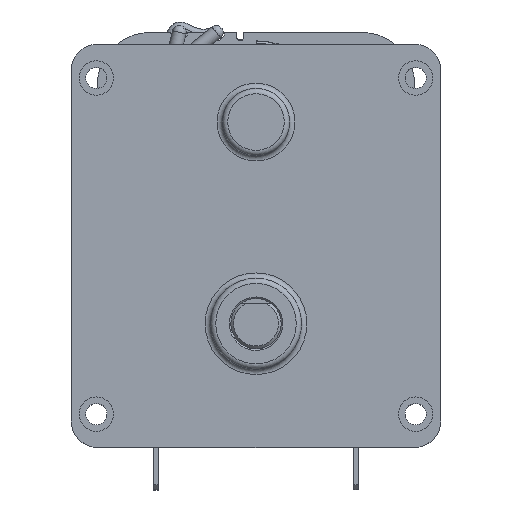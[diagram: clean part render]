
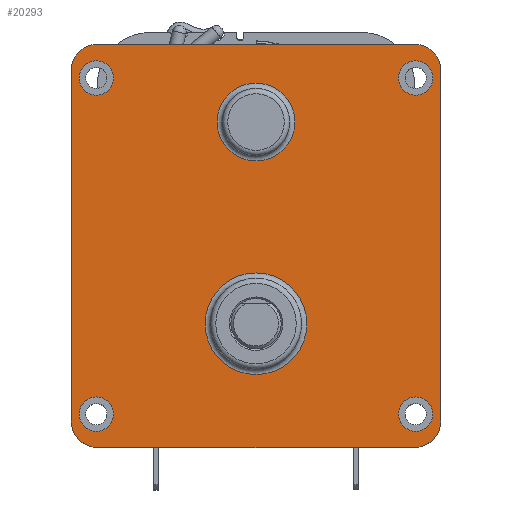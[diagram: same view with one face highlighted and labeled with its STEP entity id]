
A CAD part, top view. The second image highlights one B-rep face of the part: STEP entity #20293.
In plain terms, the highlighted planar face has unit normal (0, 0, 1).
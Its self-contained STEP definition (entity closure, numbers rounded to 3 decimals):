
#19735=CARTESIAN_POINT('',(33.413,8.331,14.6));
#19736=VERTEX_POINT('',#19735);
#19737=CARTESIAN_POINT('',(30.163,8.331,14.6));
#19738=DIRECTION('',(0.0,0.0,-1.0));
#19739=DIRECTION('',(-1.0,0.0,0.0));
#19740=AXIS2_PLACEMENT_3D('',#19737,#19738,#19739);
#19741=CIRCLE('',#19740,3.25);
#19742=EDGE_CURVE('',#19736,#19736,#19741,.T.);
#19763=CARTESIAN_POINT('',(33.413,-55.169,14.6));
#19764=VERTEX_POINT('',#19763);
#19765=CARTESIAN_POINT('',(30.163,-55.169,14.6));
#19766=DIRECTION('',(0.0,0.0,-1.0));
#19767=DIRECTION('',(-1.0,0.0,0.0));
#19768=AXIS2_PLACEMENT_3D('',#19765,#19766,#19767);
#19769=CIRCLE('',#19768,3.25);
#19770=EDGE_CURVE('',#19764,#19764,#19769,.T.);
#19791=CARTESIAN_POINT('',(-26.912,-55.169,14.6));
#19792=VERTEX_POINT('',#19791);
#19793=CARTESIAN_POINT('',(-30.162,-55.169,14.6));
#19794=DIRECTION('',(0.0,0.0,-1.0));
#19795=DIRECTION('',(-1.0,0.0,0.0));
#19796=AXIS2_PLACEMENT_3D('',#19793,#19794,#19795);
#19797=CIRCLE('',#19796,3.25);
#19798=EDGE_CURVE('',#19792,#19792,#19797,.T.);
#19819=CARTESIAN_POINT('',(-26.913,8.331,14.6));
#19820=VERTEX_POINT('',#19819);
#19821=CARTESIAN_POINT('',(-30.163,8.331,14.6));
#19822=DIRECTION('',(0.0,0.0,-1.0));
#19823=DIRECTION('',(-1.0,0.0,0.0));
#19824=AXIS2_PLACEMENT_3D('',#19821,#19822,#19823);
#19825=CIRCLE('',#19824,3.25);
#19826=EDGE_CURVE('',#19820,#19820,#19825,.T.);
#20180=CARTESIAN_POINT('',(7.35,0.,14.6));
#20181=VERTEX_POINT('',#20180);
#20182=CARTESIAN_POINT('',(0.,0.,14.6));
#20183=DIRECTION('',(0.0,0.0,1.0));
#20184=DIRECTION('',(-1.0,0.0,0.0));
#20185=AXIS2_PLACEMENT_3D('',#20182,#20183,#20184);
#20186=CIRCLE('',#20185,7.35);
#20187=EDGE_CURVE('',#20181,#20181,#20186,.T.);
#20192=CARTESIAN_POINT('',(0.,-23.368,14.6));
#20193=DIRECTION('',(0.0,0.0,1.0));
#20194=DIRECTION('',(1.0,0.0,0.0));
#20195=AXIS2_PLACEMENT_3D('',#20192,#20193,#20194);
#20196=PLANE('',#20195);
#20197=CARTESIAN_POINT('',(29.925,14.732,14.6));
#20198=VERTEX_POINT('',#20197);
#20199=CARTESIAN_POINT('',(34.925,9.732,14.6));
#20200=VERTEX_POINT('',#20199);
#20201=CARTESIAN_POINT('',(29.925,9.732,14.6));
#20202=DIRECTION('',(0.0,0.0,-1.0));
#20203=DIRECTION('',(-1.0,0.0,0.0));
#20204=AXIS2_PLACEMENT_3D('',#20201,#20202,#20203);
#20205=CIRCLE('',#20204,5.);
#20206=EDGE_CURVE('',#20198,#20200,#20205,.T.);
#20207=ORIENTED_EDGE('',*,*,#20206,.F.);
#20208=CARTESIAN_POINT('',(-29.925,14.732,14.6));
#20209=VERTEX_POINT('',#20208);
#20210=CARTESIAN_POINT('',(-29.925,14.732,14.6));
#20211=DIRECTION('',(1.0,0.0,0.0));
#20212=VECTOR('',#20211,59.85);
#20213=LINE('',#20210,#20212);
#20214=EDGE_CURVE('',#20209,#20198,#20213,.T.);
#20215=ORIENTED_EDGE('',*,*,#20214,.F.);
#20216=CARTESIAN_POINT('',(-34.925,9.732,14.6));
#20217=VERTEX_POINT('',#20216);
#20218=CARTESIAN_POINT('',(-29.925,9.732,14.6));
#20219=DIRECTION('',(0.0,0.0,-1.0));
#20220=DIRECTION('',(0.0,-1.0,0.0));
#20221=AXIS2_PLACEMENT_3D('',#20218,#20219,#20220);
#20222=CIRCLE('',#20221,5.);
#20223=EDGE_CURVE('',#20217,#20209,#20222,.T.);
#20224=ORIENTED_EDGE('',*,*,#20223,.F.);
#20225=CARTESIAN_POINT('',(-34.925,-56.468,14.6));
#20226=VERTEX_POINT('',#20225);
#20227=CARTESIAN_POINT('',(-34.925,-56.468,14.6));
#20228=DIRECTION('',(0.0,1.0,0.0));
#20229=VECTOR('',#20228,66.2);
#20230=LINE('',#20227,#20229);
#20231=EDGE_CURVE('',#20226,#20217,#20230,.T.);
#20232=ORIENTED_EDGE('',*,*,#20231,.F.);
#20233=CARTESIAN_POINT('',(-29.925,-61.468,14.6));
#20234=VERTEX_POINT('',#20233);
#20235=CARTESIAN_POINT('',(-29.925,-56.468,14.6));
#20236=DIRECTION('',(0.0,0.0,-1.0));
#20237=DIRECTION('',(1.0,0.0,0.0));
#20238=AXIS2_PLACEMENT_3D('',#20235,#20236,#20237);
#20239=CIRCLE('',#20238,5.);
#20240=EDGE_CURVE('',#20234,#20226,#20239,.T.);
#20241=ORIENTED_EDGE('',*,*,#20240,.F.);
#20242=CARTESIAN_POINT('',(29.925,-61.468,14.6));
#20243=VERTEX_POINT('',#20242);
#20244=CARTESIAN_POINT('',(29.925,-61.468,14.6));
#20245=DIRECTION('',(-1.0,0.0,0.0));
#20246=VECTOR('',#20245,59.85);
#20247=LINE('',#20244,#20246);
#20248=EDGE_CURVE('',#20243,#20234,#20247,.T.);
#20249=ORIENTED_EDGE('',*,*,#20248,.F.);
#20250=CARTESIAN_POINT('',(34.925,-56.468,14.6));
#20251=VERTEX_POINT('',#20250);
#20252=CARTESIAN_POINT('',(29.925,-56.468,14.6));
#20253=DIRECTION('',(0.0,0.0,-1.0));
#20254=DIRECTION('',(0.0,1.0,0.0));
#20255=AXIS2_PLACEMENT_3D('',#20252,#20253,#20254);
#20256=CIRCLE('',#20255,5.);
#20257=EDGE_CURVE('',#20251,#20243,#20256,.T.);
#20258=ORIENTED_EDGE('',*,*,#20257,.F.);
#20259=CARTESIAN_POINT('',(34.925,9.732,14.6));
#20260=DIRECTION('',(0.0,-1.0,0.0));
#20261=VECTOR('',#20260,66.2);
#20262=LINE('',#20259,#20261);
#20263=EDGE_CURVE('',#20200,#20251,#20262,.T.);
#20264=ORIENTED_EDGE('',*,*,#20263,.F.);
#20265=EDGE_LOOP('',(#20207,#20215,#20224,#20232,#20241,#20249,#20258,#20264));
#20266=FACE_OUTER_BOUND('',#20265,.T.);
#20267=ORIENTED_EDGE('',*,*,#19742,.T.);
#20268=EDGE_LOOP('',(#20267));
#20269=FACE_BOUND('',#20268,.T.);
#20270=ORIENTED_EDGE('',*,*,#19770,.T.);
#20271=EDGE_LOOP('',(#20270));
#20272=FACE_BOUND('',#20271,.T.);
#20273=ORIENTED_EDGE('',*,*,#19798,.T.);
#20274=EDGE_LOOP('',(#20273));
#20275=FACE_BOUND('',#20274,.T.);
#20276=ORIENTED_EDGE('',*,*,#19826,.T.);
#20277=EDGE_LOOP('',(#20276));
#20278=FACE_BOUND('',#20277,.T.);
#20279=CARTESIAN_POINT('',(9.6,-38.1,14.6));
#20280=VERTEX_POINT('',#20279);
#20281=CARTESIAN_POINT('',(0.,-38.1,14.6));
#20282=DIRECTION('',(0.0,0.0,1.0));
#20283=DIRECTION('',(-1.0,0.0,0.0));
#20284=AXIS2_PLACEMENT_3D('',#20281,#20282,#20283);
#20285=CIRCLE('',#20284,9.6);
#20286=EDGE_CURVE('',#20280,#20280,#20285,.T.);
#20287=ORIENTED_EDGE('',*,*,#20286,.F.);
#20288=EDGE_LOOP('',(#20287));
#20289=FACE_BOUND('',#20288,.T.);
#20290=ORIENTED_EDGE('',*,*,#20187,.F.);
#20291=EDGE_LOOP('',(#20290));
#20292=FACE_BOUND('',#20291,.T.);
#20293=ADVANCED_FACE('',(#20266,#20269,#20272,#20275,#20278,#20289,#20292),#20196,.T.);
